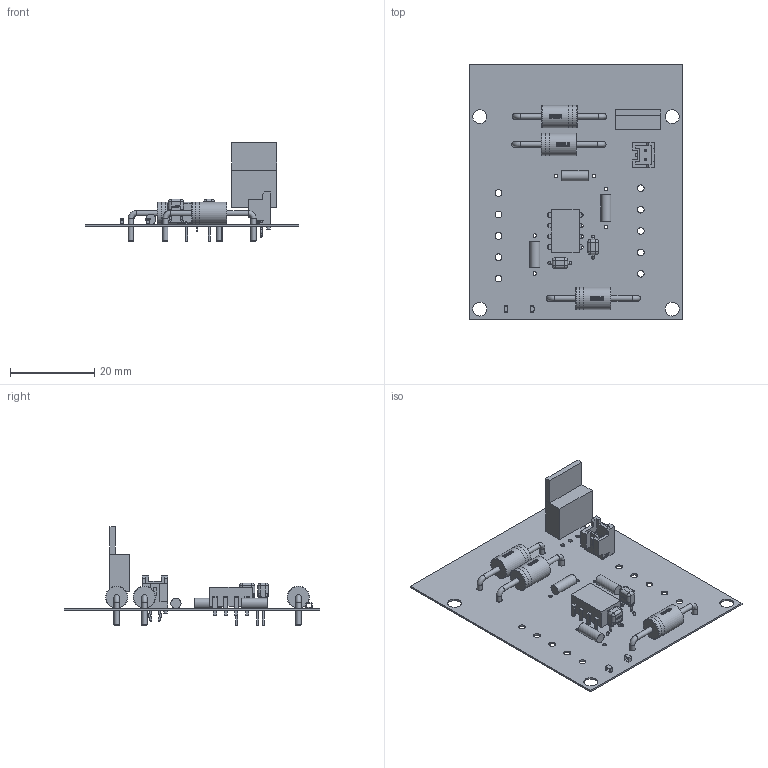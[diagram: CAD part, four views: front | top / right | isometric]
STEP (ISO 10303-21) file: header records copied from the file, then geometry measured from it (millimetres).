
FILE_DESCRIPTION(('Open CASCADE Model'),'2;1');
FILE_NAME('Open CASCADE Shape Model','2022-09-19T19:22:14',('Author'),( 'Open CASCADE'),'Open CASCADE STEP processor 6.8','Open CASCADE 6.8' ,'Unknown');
FILE_SCHEMA(('AUTOMOTIVE_DESIGN { 1 0 10303 214 1 1 1 1 }'));
Length unit declared in the file: millimetre
Products named in the file (47): PCB; Board; Open CASCADE STEP translator 6.8 1.1.1; GND; 5832135584; +12V; J3; Conn_JST_B02B-PASK-1_LF_SN_eec; B02B-PASK-1; JST; Open CASCADE STEP translator 6.8 1.4.1.2.1; Open CASCADE STEP translator 6.8 1.4.1.2.2; C2; Cap_Murata_RCE5C2A3R0C0K1H03B_eec; body; leads; logo; U2; 5919539936; Extruded; 5919539776; U1; 5898131280; 5919542736; 5919542576; 5919542416; R3; 5898131920; Cylinder; R2; 5919540576; R1; D3; Diode_Diodes_Inc_1N5408G-T_eec; Package; Mark; Leads; Logo; D2; D1 ...
Assembly tree (72 placements, depth 5):
  PCB
    Board
      Open CASCADE STEP translator 6.8 1.1.1
    GND
      5832135584
    +12V
      5832135584
    J3
      Conn_JST_B02B-PASK-1_LF_SN_eec
        B02B-PASK-1
        JST
          Open CASCADE STEP translator 6.8 1.4.1.2.1
          Open CASCADE STEP translator 6.8 1.4.1.2.2
    C2
      Cap_Murata_RCE5C2A3R0C0K1H03B_eec
        body
        leads
        logo
    U2
      5919539936
        Extruded
      5919539776
        Extruded
    U1
      5898131280
        Extruded
      5919542736  x8
        Extruded
      5919542576  x8
        Extruded
      5919542416  x8
        Extruded
    R3
      5898131920
        Cylinder
    R2
      5919540576
        Cylinder
    R1
      5919540576
        Cylinder
    D3
      Diode_Diodes_Inc_1N5408G-T_eec
        Package
        Mark
        Leads
        Logo
    D2
      Diode_Diodes_Inc_1N5408G-T_eec
        Package
        Mark
        Leads
        Logo
    D1
      Diode_Diodes_Inc_1N5408G-T_eec
        Package
        Mark
        Leads
        Logo
    C1
Bounding box: 50.8 x 60.71 x 23.4 mm (x, y, z)
Volume: 3019.7 mm3; surface area: 8949.4 mm2
Topology: 110 solids, 110 shells, 2233 faces, 6002 edges, 4065 vertices
Faces by surface type: plane 945, bspline 936, cylinder 301, torus 26, sphere 24, cone 1
Full cylindrical faces by diameter (mm): 0.5 x12, 0.7 x6, 0.8 x1, 0.85 x6, 0.9 x8, 1 x3, 1.1 x1, 1.25 x12, 1.45 x6, 1.6 x10, 2.4 x3, 3.302 x4, 5.3 x9
Entity records: 45501 total; most frequent: CARTESIAN_POINT 20254, ORIENTED_EDGE 5348, DIRECTION 3889, EDGE_CURVE 2674, VERTEX_POINT 1759, LINE 1379, VECTOR 1379, AXIS2_PLACEMENT_3D 1255
